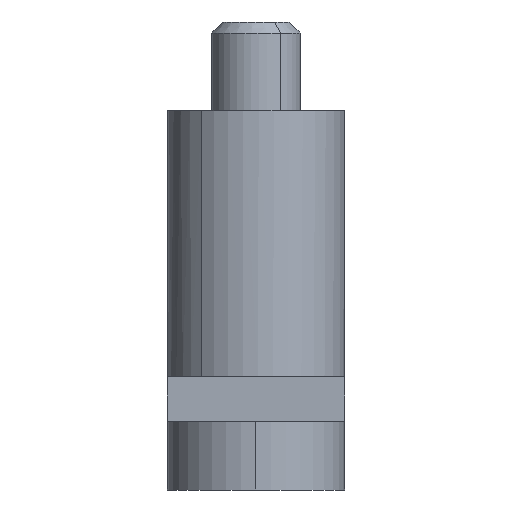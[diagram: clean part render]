
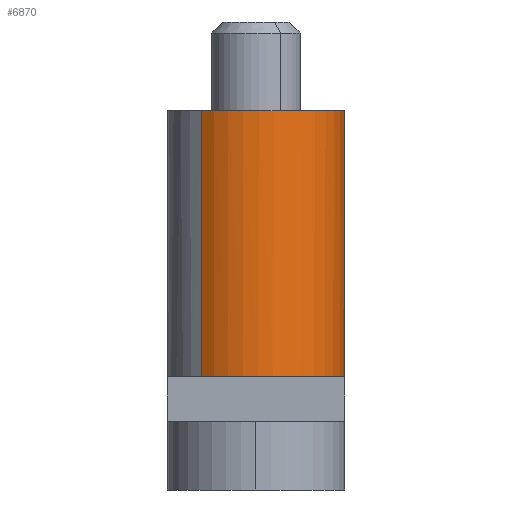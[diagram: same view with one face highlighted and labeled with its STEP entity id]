
A CAD part, left-side view. The second image highlights one B-rep face of the part: STEP entity #6870.
In plain terms, the highlighted cylindrical face has radius 4 mm (diameter 8 mm), a partial arc.
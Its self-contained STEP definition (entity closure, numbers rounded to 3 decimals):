
#16 = ORIENTED_EDGE ( 'NONE', *, *, #3750, .T. ) ;
#569 = CARTESIAN_POINT ( 'NONE',  ( -7.424, 95.417, 143.544 ) ) ;
#658 = CARTESIAN_POINT ( 'NONE',  ( -13.707, 100.37, 131.544 ) ) ;
#806 = DIRECTION ( 'NONE',  ( 0., 0., -1. ) ) ;
#1082 = VERTEX_POINT ( 'NONE', #658 ) ;
#1181 = EDGE_CURVE ( 'NONE', #3948, #2434, #1438, .T. ) ;
#1280 = EDGE_CURVE ( 'NONE', #3543, #3948, #4616, .T. ) ;
#1438 = CIRCLE ( 'NONE', #5220, 4. ) ;
#1465 = CARTESIAN_POINT ( 'NONE',  ( -10.565, 97.893, 143.544 ) ) ;
#1634 = ORIENTED_EDGE ( 'NONE', *, *, #1181, .F. ) ;
#1889 = LINE ( 'NONE', #6747, #4586 ) ;
#2078 = DIRECTION ( 'NONE',  ( -0.785, 0.619, 0. ) ) ;
#2079 = DIRECTION ( 'NONE',  ( 0., 0., -1. ) ) ;
#2140 = ORIENTED_EDGE ( 'NONE', *, *, #7364, .T. ) ;
#2399 = DIRECTION ( 'NONE',  ( -0.785, 0.619, 0. ) ) ;
#2434 = VERTEX_POINT ( 'NONE', #6353 ) ;
#2438 = AXIS2_PLACEMENT_3D ( 'NONE', #4497, #806, #5112 ) ;
#2440 = CIRCLE ( 'NONE', #7667, 4. ) ;
#2458 = DIRECTION ( 'NONE',  ( 0., 0., -1. ) ) ;
#2606 = DIRECTION ( 'NONE',  ( 0., 0., -1. ) ) ;
#2974 = CARTESIAN_POINT ( 'NONE',  ( -10.565, 97.893, 131.544 ) ) ;
#3442 = ORIENTED_EDGE ( 'NONE', *, *, #1280, .F. ) ;
#3543 = VERTEX_POINT ( 'NONE', #569 ) ;
#3580 = DIRECTION ( 'NONE',  ( 0., 0., -1. ) ) ;
#3725 = ORIENTED_EDGE ( 'NONE', *, *, #4732, .F. ) ;
#3750 = EDGE_CURVE ( 'NONE', #3543, #5183, #2440, .T. ) ;
#3942 = CARTESIAN_POINT ( 'NONE',  ( -7.424, 95.417, 131.544 ) ) ;
#3948 = VERTEX_POINT ( 'NONE', #6657 ) ;
#4252 = AXIS2_PLACEMENT_3D ( 'NONE', #2974, #3580, #2399 ) ;
#4497 = CARTESIAN_POINT ( 'NONE',  ( -10.565, 97.893, 131.544 ) ) ;
#4586 = VECTOR ( 'NONE', #2458, 1000. ) ;
#4616 = LINE ( 'NONE', #3942, #6059 ) ;
#4700 = CIRCLE ( 'NONE', #2438, 4. ) ;
#4732 = EDGE_CURVE ( 'NONE', #2434, #1082, #4700, .T. ) ;
#5112 = DIRECTION ( 'NONE',  ( -0.785, 0.619, 0. ) ) ;
#5183 = VERTEX_POINT ( 'NONE', #5645 ) ;
#5220 = AXIS2_PLACEMENT_3D ( 'NONE', #6285, #2606, #6891 ) ;
#5318 = EDGE_LOOP ( 'NONE', ( #3442, #16, #2140, #3725, #1634 ) ) ;
#5645 = CARTESIAN_POINT ( 'NONE',  ( -13.707, 100.37, 143.544 ) ) ;
#5782 = DIRECTION ( 'NONE',  ( 0., 0., -1. ) ) ;
#6059 = VECTOR ( 'NONE', #2079, 1000. ) ;
#6238 = FACE_OUTER_BOUND ( 'NONE', #5318, .T. ) ;
#6285 = CARTESIAN_POINT ( 'NONE',  ( -10.565, 97.893, 131.544 ) ) ;
#6353 = CARTESIAN_POINT ( 'NONE',  ( -10.565, 93.893, 131.544 ) ) ;
#6657 = CARTESIAN_POINT ( 'NONE',  ( -7.424, 95.417, 131.544 ) ) ;
#6747 = CARTESIAN_POINT ( 'NONE',  ( -13.707, 100.37, 131.544 ) ) ;
#6870 = ADVANCED_FACE ( 'NONE', ( #6238 ), #7106, .T. ) ;
#6891 = DIRECTION ( 'NONE',  ( -0.785, 0.619, 0. ) ) ;
#7106 = CYLINDRICAL_SURFACE ( 'NONE', #4252, 4. ) ;
#7364 = EDGE_CURVE ( 'NONE', #5183, #1082, #1889, .T. ) ;
#7667 = AXIS2_PLACEMENT_3D ( 'NONE', #1465, #5782, #2078 ) ;
